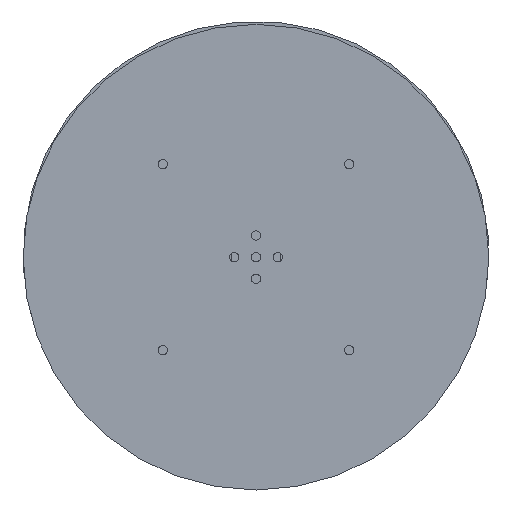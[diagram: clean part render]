
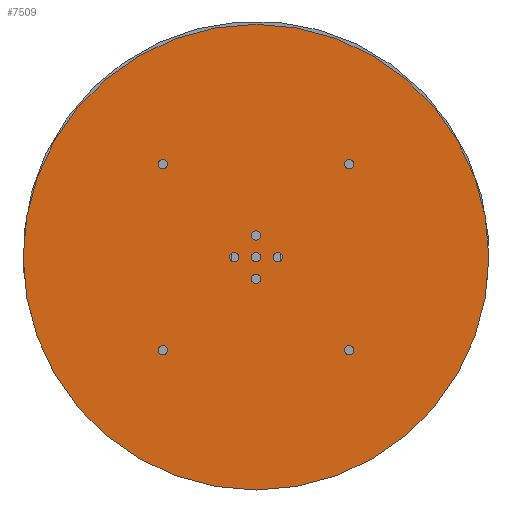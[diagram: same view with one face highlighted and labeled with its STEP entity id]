
A CAD part, front view. The second image highlights one B-rep face of the part: STEP entity #7509.
In plain terms, the highlighted planar face has unit normal (0, -1, 0).
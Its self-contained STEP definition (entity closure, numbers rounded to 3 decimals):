
#892=PLANE('',#8314);
#1458=FACE_BOUND('',#2544,.T.);
#1459=FACE_BOUND('',#2545,.T.);
#1460=FACE_BOUND('',#2546,.T.);
#1461=FACE_BOUND('',#2547,.T.);
#1462=FACE_BOUND('',#2548,.T.);
#1463=FACE_BOUND('',#2549,.T.);
#1464=FACE_BOUND('',#2550,.T.);
#1465=FACE_BOUND('',#2551,.T.);
#1466=FACE_BOUND('',#2552,.T.);
#1821=FACE_OUTER_BOUND('',#2543,.T.);
#2543=EDGE_LOOP('',(#5988));
#2544=EDGE_LOOP('',(#5989));
#2545=EDGE_LOOP('',(#5990));
#2546=EDGE_LOOP('',(#5991));
#2547=EDGE_LOOP('',(#5992));
#2548=EDGE_LOOP('',(#5993));
#2549=EDGE_LOOP('',(#5994));
#2550=EDGE_LOOP('',(#5995));
#2551=EDGE_LOOP('',(#5996));
#2552=EDGE_LOOP('',(#5997));
#2994=CIRCLE('',#7921,1.5);
#2996=CIRCLE('',#7924,1.5);
#2998=CIRCLE('',#7927,1.5);
#3173=CIRCLE('',#8311,1.5);
#3174=CIRCLE('',#8313,75.);
#3175=CIRCLE('',#8315,1.5);
#3176=CIRCLE('',#8316,1.5);
#3177=CIRCLE('',#8317,1.5);
#3178=CIRCLE('',#8318,1.5);
#3179=CIRCLE('',#8319,1.5);
#3486=VERTEX_POINT('',#11678);
#3488=VERTEX_POINT('',#11683);
#3490=VERTEX_POINT('',#11688);
#3750=VERTEX_POINT('',#12457);
#3751=VERTEX_POINT('',#12460);
#3752=VERTEX_POINT('',#12463);
#3753=VERTEX_POINT('',#12465);
#3754=VERTEX_POINT('',#12467);
#3755=VERTEX_POINT('',#12469);
#3756=VERTEX_POINT('',#12471);
#4213=EDGE_CURVE('',#3486,#3486,#2994,.T.);
#4215=EDGE_CURVE('',#3488,#3488,#2996,.T.);
#4217=EDGE_CURVE('',#3490,#3490,#2998,.T.);
#4517=EDGE_CURVE('',#3750,#3750,#3173,.T.);
#4518=EDGE_CURVE('',#3751,#3751,#3174,.T.);
#4519=EDGE_CURVE('',#3752,#3752,#3175,.T.);
#4520=EDGE_CURVE('',#3753,#3753,#3176,.T.);
#4521=EDGE_CURVE('',#3754,#3754,#3177,.T.);
#4522=EDGE_CURVE('',#3755,#3755,#3178,.T.);
#4523=EDGE_CURVE('',#3756,#3756,#3179,.T.);
#5988=ORIENTED_EDGE('',*,*,#4518,.F.);
#5989=ORIENTED_EDGE('',*,*,#4215,.T.);
#5990=ORIENTED_EDGE('',*,*,#4517,.T.);
#5991=ORIENTED_EDGE('',*,*,#4217,.T.);
#5992=ORIENTED_EDGE('',*,*,#4213,.T.);
#5993=ORIENTED_EDGE('',*,*,#4519,.T.);
#5994=ORIENTED_EDGE('',*,*,#4520,.T.);
#5995=ORIENTED_EDGE('',*,*,#4521,.T.);
#5996=ORIENTED_EDGE('',*,*,#4522,.T.);
#5997=ORIENTED_EDGE('',*,*,#4523,.T.);
#7509=ADVANCED_FACE('',(#1821,#1458,#1459,#1460,#1461,#1462,#1463,#1464,
#1465,#1466),#892,.F.);
#7921=AXIS2_PLACEMENT_3D('',#11679,#9108,#9109);
#7924=AXIS2_PLACEMENT_3D('',#11684,#9114,#9115);
#7927=AXIS2_PLACEMENT_3D('',#11689,#9120,#9121);
#8311=AXIS2_PLACEMENT_3D('',#12458,#10013,#10014);
#8313=AXIS2_PLACEMENT_3D('',#12461,#10017,#10018);
#8314=AXIS2_PLACEMENT_3D('',#12462,#10019,#10020);
#8315=AXIS2_PLACEMENT_3D('',#12464,#10021,#10022);
#8316=AXIS2_PLACEMENT_3D('',#12466,#10023,#10024);
#8317=AXIS2_PLACEMENT_3D('',#12468,#10025,#10026);
#8318=AXIS2_PLACEMENT_3D('',#12470,#10027,#10028);
#8319=AXIS2_PLACEMENT_3D('',#12472,#10029,#10030);
#9108=DIRECTION('center_axis',(0.,1.,0.));
#9109=DIRECTION('ref_axis',(0.,0.,1.));
#9114=DIRECTION('center_axis',(0.,1.,0.));
#9115=DIRECTION('ref_axis',(0.,0.,1.));
#9120=DIRECTION('center_axis',(0.,1.,0.));
#9121=DIRECTION('ref_axis',(0.,0.,1.));
#10013=DIRECTION('center_axis',(0.,1.,0.));
#10014=DIRECTION('ref_axis',(0.,0.,1.));
#10017=DIRECTION('center_axis',(0.,1.,0.));
#10018=DIRECTION('ref_axis',(0.,0.,1.));
#10019=DIRECTION('center_axis',(0.,1.,0.));
#10020=DIRECTION('ref_axis',(0.,0.,1.));
#10021=DIRECTION('center_axis',(0.,1.,0.));
#10022=DIRECTION('ref_axis',(0.,0.,1.));
#10023=DIRECTION('center_axis',(0.,1.,0.));
#10024=DIRECTION('ref_axis',(0.,0.,1.));
#10025=DIRECTION('center_axis',(0.,1.,0.));
#10026=DIRECTION('ref_axis',(0.,0.,1.));
#10027=DIRECTION('center_axis',(0.,1.,0.));
#10028=DIRECTION('ref_axis',(0.,0.,1.));
#10029=DIRECTION('center_axis',(0.,1.,0.));
#10030=DIRECTION('ref_axis',(0.,0.,1.));
#11678=CARTESIAN_POINT('',(22.058,-25.5,39.));
#11679=CARTESIAN_POINT('Origin',(22.058,-25.5,37.5));
#11683=CARTESIAN_POINT('',(-37.942,-25.5,39.));
#11684=CARTESIAN_POINT('Origin',(-37.942,-25.5,37.5));
#11688=CARTESIAN_POINT('',(-37.942,-25.5,99.));
#11689=CARTESIAN_POINT('Origin',(-37.942,-25.5,97.5));
#12457=CARTESIAN_POINT('',(22.058,-25.5,99.));
#12458=CARTESIAN_POINT('Origin',(22.058,-25.5,97.5));
#12460=CARTESIAN_POINT('',(-7.942,-25.5,-7.5));
#12461=CARTESIAN_POINT('Origin',(-7.942,-25.5,67.5));
#12462=CARTESIAN_POINT('Origin',(-7.942,-25.5,67.5));
#12463=CARTESIAN_POINT('',(-14.942,-25.5,69.));
#12464=CARTESIAN_POINT('Origin',(-14.942,-25.5,67.5));
#12465=CARTESIAN_POINT('',(-7.942,-25.5,76.));
#12466=CARTESIAN_POINT('Origin',(-7.942,-25.5,74.5));
#12467=CARTESIAN_POINT('',(-0.942,-25.5,69.));
#12468=CARTESIAN_POINT('Origin',(-0.942,-25.5,67.5));
#12469=CARTESIAN_POINT('',(-7.942,-25.5,69.));
#12470=CARTESIAN_POINT('Origin',(-7.942,-25.5,67.5));
#12471=CARTESIAN_POINT('',(-7.942,-25.5,62.));
#12472=CARTESIAN_POINT('Origin',(-7.942,-25.5,60.5));
